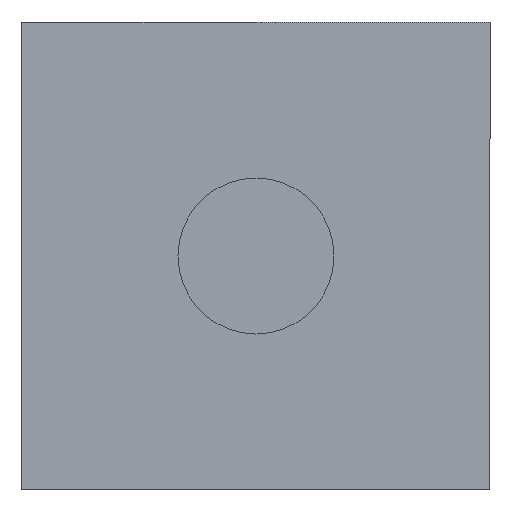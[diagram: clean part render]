
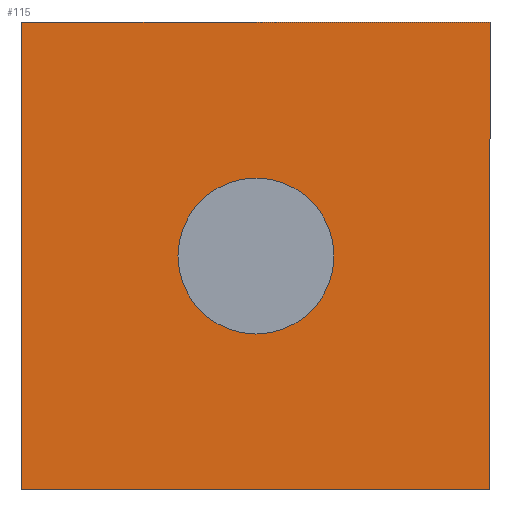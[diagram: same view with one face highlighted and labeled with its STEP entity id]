
A CAD part, front view. The second image highlights one B-rep face of the part: STEP entity #115.
In plain terms, the highlighted planar face has unit normal (0, -1, 0).
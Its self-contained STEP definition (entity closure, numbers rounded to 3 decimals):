
#1 = EDGE_CURVE ( 'NONE', #137, #79, #185, .T. ) ;
#4 = DIRECTION ( 'NONE',  ( 0., 0., 1. ) ) ;
#8 = VERTEX_POINT ( 'NONE', #246 ) ;
#11 = EDGE_CURVE ( 'NONE', #18, #8, #28, .T. ) ;
#14 = DIRECTION ( 'NONE',  ( 0., 0., -1. ) ) ;
#17 = DIRECTION ( 'NONE',  ( 0., -1., 0. ) ) ;
#18 = VERTEX_POINT ( 'NONE', #267 ) ;
#28 = LINE ( 'NONE', #128, #207 ) ;
#33 = ORIENTED_EDGE ( 'NONE', *, *, #220, .F. ) ;
#39 = CARTESIAN_POINT ( 'NONE',  ( 30., 0., -30. ) ) ;
#43 = VERTEX_POINT ( 'NONE', #190 ) ;
#61 = ORIENTED_EDGE ( 'NONE', *, *, #150, .F. ) ;
#63 = DIRECTION ( 'NONE',  ( 0., 1., 0. ) ) ;
#79 = VERTEX_POINT ( 'NONE', #259 ) ;
#89 = VERTEX_POINT ( 'NONE', #98 ) ;
#96 = DIRECTION ( 'NONE',  ( 0., 0., -1. ) ) ;
#98 = CARTESIAN_POINT ( 'NONE',  ( 0., 0., -10. ) ) ;
#102 = EDGE_LOOP ( 'NONE', ( #135, #61 ) ) ;
#115 = ADVANCED_FACE ( 'NONE', ( #136, #209 ), #255, .F. ) ;
#118 = CIRCLE ( 'NONE', #234, 10. ) ;
#128 = CARTESIAN_POINT ( 'NONE',  ( -30., 0., -30. ) ) ;
#135 = ORIENTED_EDGE ( 'NONE', *, *, #171, .F. ) ;
#136 = FACE_BOUND ( 'NONE', #102, .T. ) ;
#137 = VERTEX_POINT ( 'NONE', #161 ) ;
#144 = LINE ( 'NONE', #169, #257 ) ;
#149 = DIRECTION ( 'NONE',  ( 0., 0., -1. ) ) ;
#150 = EDGE_CURVE ( 'NONE', #43, #89, #249, .T. ) ;
#158 = DIRECTION ( 'NONE',  ( 0., 0., 1. ) ) ;
#161 = CARTESIAN_POINT ( 'NONE',  ( 30., 0., 30. ) ) ;
#166 = ORIENTED_EDGE ( 'NONE', *, *, #11, .F. ) ;
#169 = CARTESIAN_POINT ( 'NONE',  ( -30., 0., -30. ) ) ;
#171 = EDGE_CURVE ( 'NONE', #89, #43, #118, .T. ) ;
#179 = ORIENTED_EDGE ( 'NONE', *, *, #1, .F. ) ;
#184 = CARTESIAN_POINT ( 'NONE',  ( 0., 0., 0. ) ) ;
#185 = LINE ( 'NONE', #39, #308 ) ;
#187 = EDGE_LOOP ( 'NONE', ( #179, #227, #166, #33 ) ) ;
#190 = CARTESIAN_POINT ( 'NONE',  ( 0., 0., 10. ) ) ;
#202 = AXIS2_PLACEMENT_3D ( 'NONE', #184, #63, #158 ) ;
#207 = VECTOR ( 'NONE', #4, 1000. ) ;
#209 = FACE_OUTER_BOUND ( 'NONE', #187, .T. ) ;
#216 = CARTESIAN_POINT ( 'NONE',  ( 0., 0., 0. ) ) ;
#217 = DIRECTION ( 'NONE',  ( -1., 0., 0. ) ) ;
#219 = AXIS2_PLACEMENT_3D ( 'NONE', #230, #17, #96 ) ;
#220 = EDGE_CURVE ( 'NONE', #79, #18, #144, .T. ) ;
#227 = ORIENTED_EDGE ( 'NONE', *, *, #280, .F. ) ;
#230 = CARTESIAN_POINT ( 'NONE',  ( 0., 0., 0. ) ) ;
#234 = AXIS2_PLACEMENT_3D ( 'NONE', #216, #243, #149 ) ;
#243 = DIRECTION ( 'NONE',  ( 0., -1., 0. ) ) ;
#246 = CARTESIAN_POINT ( 'NONE',  ( -30., 0., 30. ) ) ;
#249 = CIRCLE ( 'NONE', #219, 10. ) ;
#255 = PLANE ( 'NONE',  #202 ) ;
#257 = VECTOR ( 'NONE', #217, 1000. ) ;
#259 = CARTESIAN_POINT ( 'NONE',  ( 30., 0., -30. ) ) ;
#264 = CARTESIAN_POINT ( 'NONE',  ( -30., 0., 30. ) ) ;
#265 = DIRECTION ( 'NONE',  ( 1., 0., 0. ) ) ;
#267 = CARTESIAN_POINT ( 'NONE',  ( -30., 0., -30. ) ) ;
#280 = EDGE_CURVE ( 'NONE', #8, #137, #317, .T. ) ;
#284 = VECTOR ( 'NONE', #265, 1000. ) ;
#308 = VECTOR ( 'NONE', #14, 1000. ) ;
#317 = LINE ( 'NONE', #264, #284 ) ;
